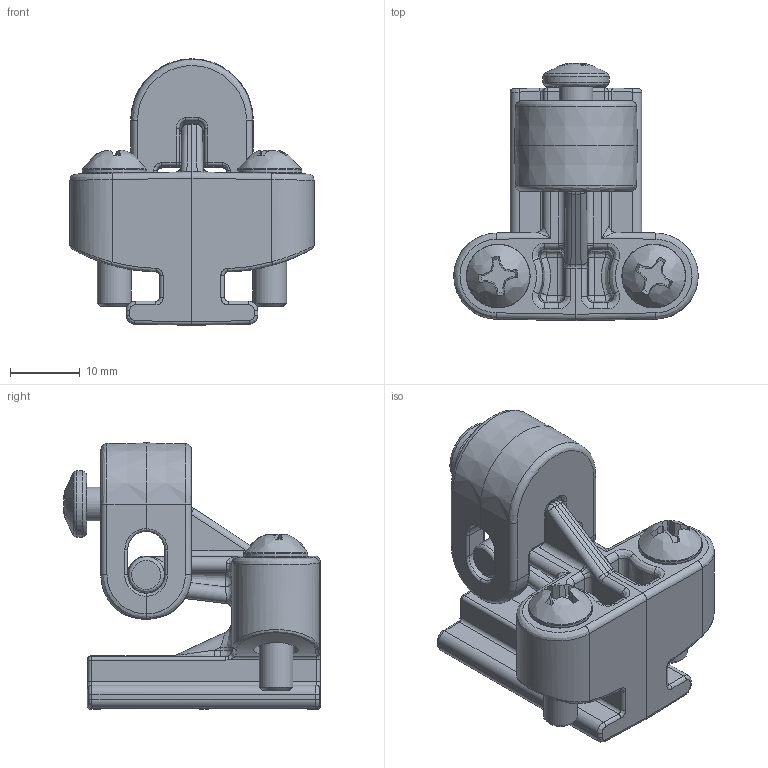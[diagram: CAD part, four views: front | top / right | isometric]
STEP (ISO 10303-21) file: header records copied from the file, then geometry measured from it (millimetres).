
FILE_DESCRIPTION (( 'STEP AP214' ), '1' );
FILE_NAME ('AHSPM.STEP', '2020-10-19T20:17:10', ( '' ), ( '' ), 'SwSTEP 2.0', 'SolidWorks 2019', '' );
FILE_SCHEMA (( 'AUTOMOTIVE_DESIGN' ));
Length unit declared in the file: inch
Products named in the file (1): AHSPM
Bounding box: 34.92 x 36.75 x 38.1 mm (x, y, z)
Volume: 12701.3 mm3; surface area: 9381.1 mm2
Topology: 10 solids, 10 shells, 543 faces, 1266 edges, 741 vertices
Faces by surface type: cylinder 194, bspline 183, plane 142, cone 24
Full cylindrical faces by diameter (mm): 3.962 x3, 4.826 x3, 6.35 x3, 6.655 x3, 9.119 x2, 9.474 x1
Entity records: 25655 total; most frequent: CARTESIAN_POINT 15689, ORIENTED_EDGE 2436, DIRECTION 1381, EDGE_CURVE 1218, VERTEX_POINT 725, EDGE_LOOP 587, FACE_OUTER_BOUND 566, ADVANCED_FACE 543
